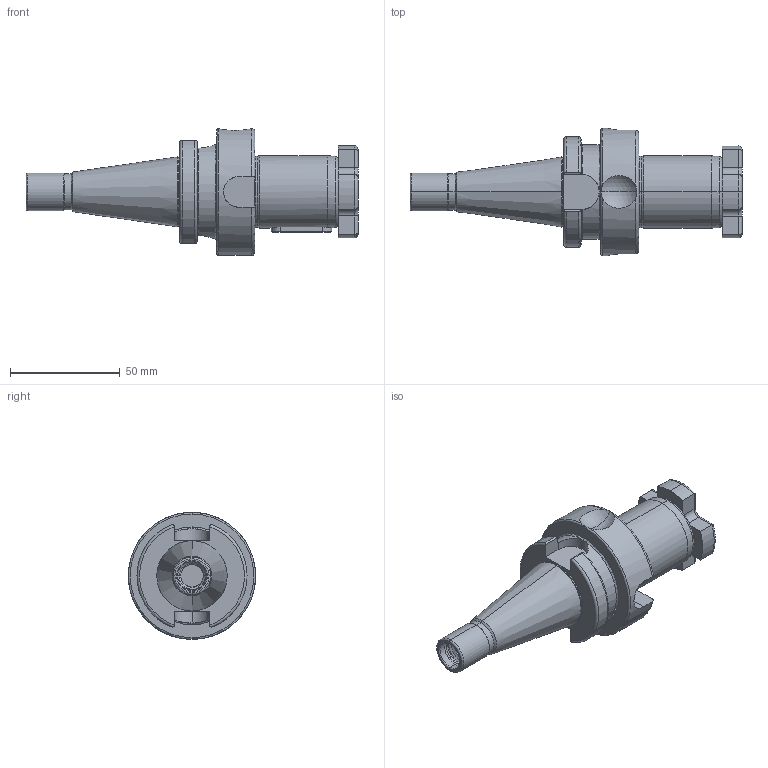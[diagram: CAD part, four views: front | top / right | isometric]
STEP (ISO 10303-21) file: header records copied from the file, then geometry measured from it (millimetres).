
FILE_DESCRIPTION (( 'STEP AP203' ), '1' );
FILE_NAME ('301.10.32.STEP', '2016-11-26T05:20:19', ( '' ), ( '' ), 'SwSTEP 2.0', 'SolidWorks 2012', '' );
FILE_SCHEMA (( 'CONFIG_CONTROL_DESIGN' ));
Length unit declared in the file: millimetre
Products named in the file (4): 301.10.32; SC32用鍵_8x7x28L; 十字螺絲FMB32
Assembly tree (3 placements, depth 2):
  301.10.32
    301.10.32
    十字螺絲FMB32
    SC32用鍵_8x7x28L
Bounding box: 151.4 x 58 x 57.88 mm (x, y, z)
Volume: 124581.4 mm3; surface area: 33515.2 mm2
Topology: 3 solids, 3 shells, 274 faces, 714 edges, 450 vertices
Faces by surface type: cylinder 135, plane 49, torus 44, cone 34, bspline 10, sphere 2
Entity records: 17180 total; most frequent: CARTESIAN_POINT 10627, ORIENTED_EDGE 1428, DIRECTION 1191, EDGE_CURVE 714, AXIS2_PLACEMENT_3D 471, VERTEX_POINT 450, EDGE_LOOP 282, FACE_OUTER_BOUND 274
